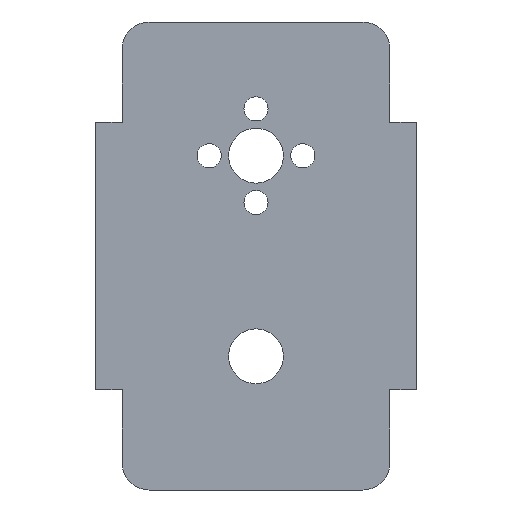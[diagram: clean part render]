
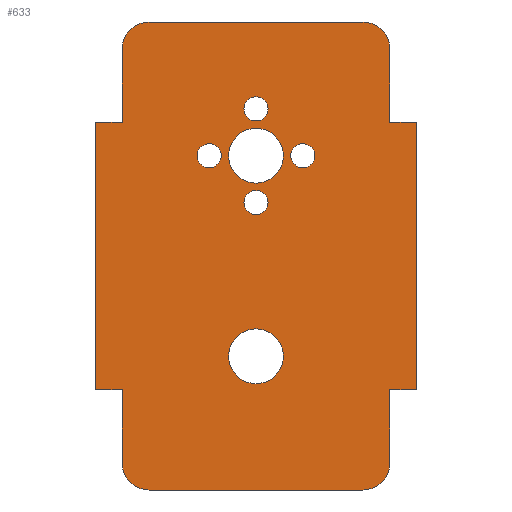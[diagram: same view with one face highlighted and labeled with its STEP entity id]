
A CAD part, front view. The second image highlights one B-rep face of the part: STEP entity #633.
In plain terms, the highlighted planar face has unit normal (0, -1, 0).
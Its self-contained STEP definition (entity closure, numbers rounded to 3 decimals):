
#19=FACE_BOUND('',#96,.T.);
#20=FACE_BOUND('',#97,.T.);
#21=FACE_BOUND('',#98,.T.);
#22=FACE_BOUND('',#99,.T.);
#23=FACE_BOUND('',#100,.T.);
#24=FACE_BOUND('',#101,.T.);
#38=PLANE('',#693);
#59=FACE_OUTER_BOUND('',#95,.T.);
#95=EDGE_LOOP('',(#459,#460,#461,#462,#463,#464,#465,#466,#467,#468,#469,
#470,#471,#472,#473,#474));
#96=EDGE_LOOP('',(#475));
#97=EDGE_LOOP('',(#476));
#98=EDGE_LOOP('',(#477));
#99=EDGE_LOOP('',(#478));
#100=EDGE_LOOP('',(#479));
#101=EDGE_LOOP('',(#480));
#149=LINE('',#975,#205);
#152=LINE('',#981,#208);
#153=LINE('',#983,#209);
#154=LINE('',#985,#210);
#155=LINE('',#987,#211);
#156=LINE('',#989,#212);
#157=LINE('',#993,#213);
#158=LINE('',#997,#214);
#159=LINE('',#999,#215);
#160=LINE('',#1001,#216);
#161=LINE('',#1003,#217);
#162=LINE('',#1005,#218);
#205=VECTOR('',#785,10.);
#208=VECTOR('',#790,10.);
#209=VECTOR('',#791,10.);
#210=VECTOR('',#792,10.);
#211=VECTOR('',#793,10.);
#212=VECTOR('',#794,10.);
#213=VECTOR('',#797,10.);
#214=VECTOR('',#800,10.);
#215=VECTOR('',#801,10.);
#216=VECTOR('',#802,10.);
#217=VECTOR('',#803,10.);
#218=VECTOR('',#804,10.);
#256=CIRCLE('',#679,0.9);
#258=CIRCLE('',#682,0.9);
#260=CIRCLE('',#685,0.9);
#262=CIRCLE('',#688,0.9);
#264=CIRCLE('',#691,2.);
#265=CIRCLE('',#694,2.);
#266=CIRCLE('',#695,2.);
#267=CIRCLE('',#696,2.);
#268=CIRCLE('',#697,2.05);
#269=CIRCLE('',#698,2.05);
#288=VERTEX_POINT('',#943);
#290=VERTEX_POINT('',#949);
#292=VERTEX_POINT('',#955);
#294=VERTEX_POINT('',#961);
#297=VERTEX_POINT('',#968);
#298=VERTEX_POINT('',#970);
#299=VERTEX_POINT('',#974);
#301=VERTEX_POINT('',#980);
#302=VERTEX_POINT('',#982);
#303=VERTEX_POINT('',#984);
#304=VERTEX_POINT('',#986);
#305=VERTEX_POINT('',#988);
#306=VERTEX_POINT('',#990);
#307=VERTEX_POINT('',#992);
#308=VERTEX_POINT('',#994);
#309=VERTEX_POINT('',#996);
#310=VERTEX_POINT('',#998);
#311=VERTEX_POINT('',#1000);
#312=VERTEX_POINT('',#1002);
#313=VERTEX_POINT('',#1004);
#314=VERTEX_POINT('',#1007);
#315=VERTEX_POINT('',#1009);
#349=EDGE_CURVE('',#288,#288,#256,.T.);
#352=EDGE_CURVE('',#290,#290,#258,.T.);
#355=EDGE_CURVE('',#292,#292,#260,.T.);
#358=EDGE_CURVE('',#294,#294,#262,.T.);
#361=EDGE_CURVE('',#297,#298,#264,.T.);
#363=EDGE_CURVE('',#298,#299,#149,.T.);
#366=EDGE_CURVE('',#297,#301,#152,.T.);
#367=EDGE_CURVE('',#301,#302,#153,.T.);
#368=EDGE_CURVE('',#303,#302,#154,.T.);
#369=EDGE_CURVE('',#304,#303,#155,.T.);
#370=EDGE_CURVE('',#304,#305,#156,.T.);
#371=EDGE_CURVE('',#306,#305,#265,.T.);
#372=EDGE_CURVE('',#307,#306,#157,.T.);
#373=EDGE_CURVE('',#308,#307,#266,.T.);
#374=EDGE_CURVE('',#309,#308,#158,.T.);
#375=EDGE_CURVE('',#309,#310,#159,.T.);
#376=EDGE_CURVE('',#310,#311,#160,.T.);
#377=EDGE_CURVE('',#312,#311,#161,.T.);
#378=EDGE_CURVE('',#313,#312,#162,.T.);
#379=EDGE_CURVE('',#299,#313,#267,.T.);
#380=EDGE_CURVE('',#314,#314,#268,.T.);
#381=EDGE_CURVE('',#315,#315,#269,.T.);
#459=ORIENTED_EDGE('',*,*,#361,.F.);
#460=ORIENTED_EDGE('',*,*,#366,.T.);
#461=ORIENTED_EDGE('',*,*,#367,.T.);
#462=ORIENTED_EDGE('',*,*,#368,.F.);
#463=ORIENTED_EDGE('',*,*,#369,.F.);
#464=ORIENTED_EDGE('',*,*,#370,.T.);
#465=ORIENTED_EDGE('',*,*,#371,.F.);
#466=ORIENTED_EDGE('',*,*,#372,.F.);
#467=ORIENTED_EDGE('',*,*,#373,.F.);
#468=ORIENTED_EDGE('',*,*,#374,.F.);
#469=ORIENTED_EDGE('',*,*,#375,.T.);
#470=ORIENTED_EDGE('',*,*,#376,.T.);
#471=ORIENTED_EDGE('',*,*,#377,.F.);
#472=ORIENTED_EDGE('',*,*,#378,.F.);
#473=ORIENTED_EDGE('',*,*,#379,.F.);
#474=ORIENTED_EDGE('',*,*,#363,.F.);
#475=ORIENTED_EDGE('',*,*,#349,.T.);
#476=ORIENTED_EDGE('',*,*,#352,.T.);
#477=ORIENTED_EDGE('',*,*,#355,.T.);
#478=ORIENTED_EDGE('',*,*,#358,.T.);
#479=ORIENTED_EDGE('',*,*,#380,.T.);
#480=ORIENTED_EDGE('',*,*,#381,.T.);
#633=ADVANCED_FACE('',(#59,#19,#20,#21,#22,#23,#24),#38,.F.);
#679=AXIS2_PLACEMENT_3D('',#945,#752,#753);
#682=AXIS2_PLACEMENT_3D('',#951,#759,#760);
#685=AXIS2_PLACEMENT_3D('',#957,#766,#767);
#688=AXIS2_PLACEMENT_3D('',#963,#773,#774);
#691=AXIS2_PLACEMENT_3D('',#971,#780,#781);
#693=AXIS2_PLACEMENT_3D('',#979,#788,#789);
#694=AXIS2_PLACEMENT_3D('',#991,#795,#796);
#695=AXIS2_PLACEMENT_3D('',#995,#798,#799);
#696=AXIS2_PLACEMENT_3D('',#1006,#805,#806);
#697=AXIS2_PLACEMENT_3D('',#1008,#807,#808);
#698=AXIS2_PLACEMENT_3D('',#1010,#809,#810);
#752=DIRECTION('center_axis',(0.,1.,0.));
#753=DIRECTION('ref_axis',(-1.,0.,0.));
#759=DIRECTION('center_axis',(0.,1.,0.));
#760=DIRECTION('ref_axis',(-1.,0.,0.));
#766=DIRECTION('center_axis',(0.,1.,0.));
#767=DIRECTION('ref_axis',(-1.,0.,0.));
#773=DIRECTION('center_axis',(0.,1.,0.));
#774=DIRECTION('ref_axis',(-1.,0.,0.));
#780=DIRECTION('center_axis',(0.,1.,0.));
#781=DIRECTION('ref_axis',(0.707,0.,-0.707));
#785=DIRECTION('',(-1.,0.,0.));
#788=DIRECTION('center_axis',(0.,1.,0.));
#789=DIRECTION('ref_axis',(1.,0.,0.));
#790=DIRECTION('',(0.,0.,1.));
#791=DIRECTION('',(1.,0.,0.));
#792=DIRECTION('',(0.,0.,-1.));
#793=DIRECTION('',(1.,0.,0.));
#794=DIRECTION('',(0.,0.,1.));
#795=DIRECTION('center_axis',(0.,1.,0.));
#796=DIRECTION('ref_axis',(0.707,0.,0.707));
#797=DIRECTION('',(1.,0.,0.));
#798=DIRECTION('center_axis',(0.,1.,0.));
#799=DIRECTION('ref_axis',(-0.707,0.,0.707));
#800=DIRECTION('',(0.,0.,1.));
#801=DIRECTION('',(-1.,0.,0.));
#802=DIRECTION('',(0.,0.,-1.));
#803=DIRECTION('',(-1.,0.,0.));
#804=DIRECTION('',(0.,0.,1.));
#805=DIRECTION('center_axis',(0.,1.,0.));
#806=DIRECTION('ref_axis',(-0.707,0.,-0.707));
#807=DIRECTION('center_axis',(0.,1.,0.));
#808=DIRECTION('ref_axis',(-1.,0.,0.));
#809=DIRECTION('center_axis',(0.,1.,0.));
#810=DIRECTION('ref_axis',(-1.,0.,0.));
#943=CARTESIAN_POINT('',(4.4,0.,0.));
#945=CARTESIAN_POINT('Origin',(3.5,0.,0.));
#949=CARTESIAN_POINT('',(0.9,0.,-3.5));
#951=CARTESIAN_POINT('Origin',(0.,0.,-3.5));
#955=CARTESIAN_POINT('',(0.9,0.,3.5));
#957=CARTESIAN_POINT('Origin',(0.,0.,3.5));
#961=CARTESIAN_POINT('',(-2.6,0.,0.));
#963=CARTESIAN_POINT('Origin',(-3.5,0.,0.));
#968=CARTESIAN_POINT('',(10.,0.,-23.));
#970=CARTESIAN_POINT('',(8.,0.,-25.));
#971=CARTESIAN_POINT('Origin',(8.,0.,-23.));
#974=CARTESIAN_POINT('',(-8.,0.,-25.));
#975=CARTESIAN_POINT('',(0.,0.,-25.));
#979=CARTESIAN_POINT('Origin',(0.,0.,-7.5));
#980=CARTESIAN_POINT('',(10.,0.,-17.5));
#981=CARTESIAN_POINT('',(10.,0.,-25.));
#982=CARTESIAN_POINT('',(12.,0.,-17.5));
#983=CARTESIAN_POINT('',(10.,0.,-17.5));
#984=CARTESIAN_POINT('',(12.,0.,2.5));
#985=CARTESIAN_POINT('',(12.,0.,2.5));
#986=CARTESIAN_POINT('',(10.,0.,2.5));
#987=CARTESIAN_POINT('',(10.,0.,2.5));
#988=CARTESIAN_POINT('',(10.,0.,8.));
#989=CARTESIAN_POINT('',(10.,0.,-25.));
#990=CARTESIAN_POINT('',(8.,0.,10.));
#991=CARTESIAN_POINT('Origin',(8.,0.,8.));
#992=CARTESIAN_POINT('',(-8.,0.,10.));
#993=CARTESIAN_POINT('',(-10.,0.,10.));
#994=CARTESIAN_POINT('',(-10.,0.,8.));
#995=CARTESIAN_POINT('Origin',(-8.,0.,8.));
#996=CARTESIAN_POINT('',(-10.,0.,2.5));
#997=CARTESIAN_POINT('',(-10.,0.,-25.));
#998=CARTESIAN_POINT('',(-12.,0.,2.5));
#999=CARTESIAN_POINT('',(-10.,0.,2.5));
#1000=CARTESIAN_POINT('',(-12.,0.,-17.5));
#1001=CARTESIAN_POINT('',(-12.,0.,2.5));
#1002=CARTESIAN_POINT('',(-10.,0.,-17.5));
#1003=CARTESIAN_POINT('',(-10.,0.,-17.5));
#1004=CARTESIAN_POINT('',(-10.,0.,-23.));
#1005=CARTESIAN_POINT('',(-10.,0.,-25.));
#1006=CARTESIAN_POINT('Origin',(-8.,0.,-23.));
#1007=CARTESIAN_POINT('',(2.05,0.,-15.));
#1008=CARTESIAN_POINT('Origin',(0.,0.,-15.));
#1009=CARTESIAN_POINT('',(2.05,0.,0.));
#1010=CARTESIAN_POINT('Origin',(0.,0.,0.));
